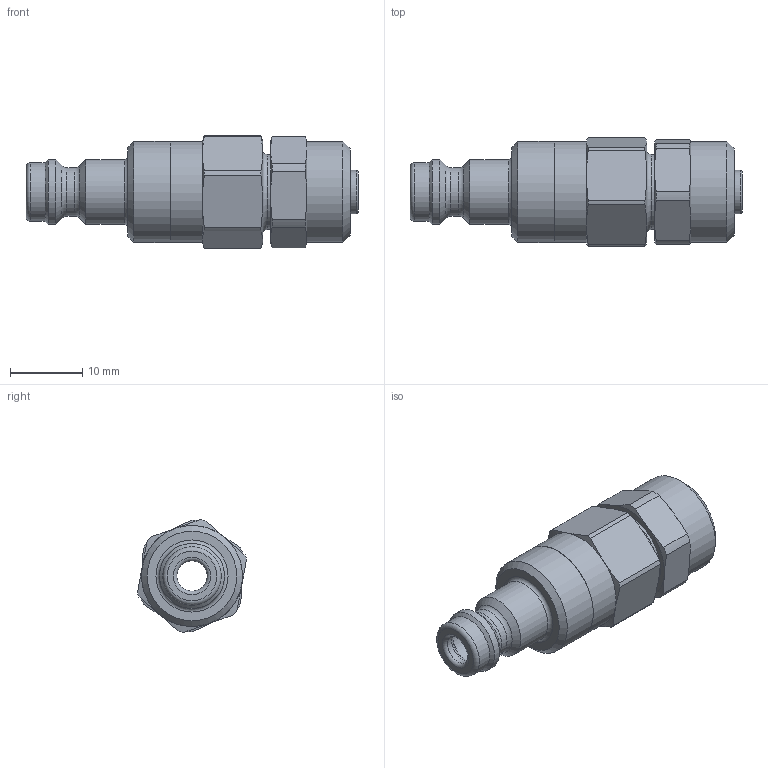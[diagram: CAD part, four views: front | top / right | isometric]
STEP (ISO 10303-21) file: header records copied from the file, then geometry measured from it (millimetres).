
FILE_DESCRIPTION((''),'2;1');
FILE_NAME('21slko08rvx.stp','2014-04-07T08:11:43',('IA176480'),(''),'Autodesk Inventor 2013','Autodesk Inventor 2013','');
FILE_SCHEMA(('AUTOMOTIVE_DESIGN { 1 0 10303 214 1 1 1 1 }'));
Length unit declared in the file: millimetre
Products named in the file (4): D109967; D105245; D105915; D105918
Assembly tree (3 placements, depth 2):
  D109967
    D105245
    D105915
    D105918
Bounding box: 46 x 15.12 x 15.63 mm (x, y, z)
Volume: 3351.1 mm3; surface area: 4500.2 mm2
Topology: 3 solids, 3 shells, 116 faces, 242 edges, 139 vertices
Faces by surface type: cone 42, cylinder 36, plane 25, torus 13
Full cylindrical faces by diameter (mm): 4.2 x1, 4.9 x1, 5.5 x1, 6.05 x1, 6.7 x2, 7.2 x1, 8.1 x1, 9 x2, 9.5 x1, 10.4 x1, 10.45 x1, 10.85 x1, 11 x1, 12 x3, 12.1 x1, 12.5 x1, 12.6 x1, 14 x3
Entity records: 2845 total; most frequent: CARTESIAN_POINT 543, DIRECTION 498, ORIENTED_EDGE 372, AXIS2_PLACEMENT_3D 237, EDGE_CURVE 186, EDGE_LOOP 184, VERTEX_POINT 138, FACE_OUTER_BOUND 116
